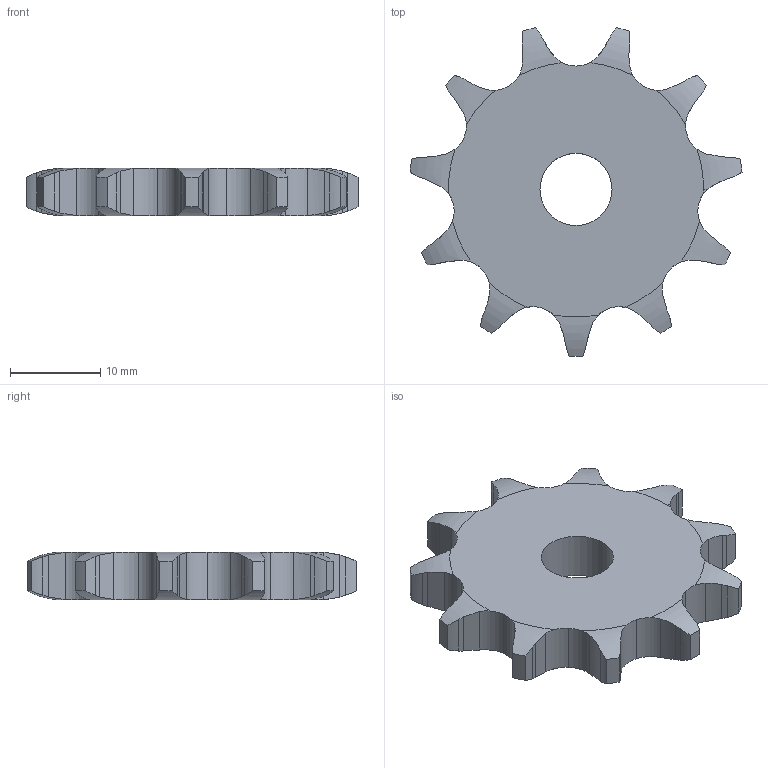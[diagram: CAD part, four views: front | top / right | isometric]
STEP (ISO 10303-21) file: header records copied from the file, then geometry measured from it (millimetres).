
FILE_DESCRIPTION(('FreeCAD Model'),'2;1');
FILE_NAME('Open CASCADE Shape Model','2022-02-06T09:33:25',('FreeCAD'),( 'FreeCAD'),'Open CASCADE STEP processor 7.4','FreeCAD','Unknown');
FILE_SCHEMA(('AUTOMOTIVE_DESIGN { 1 0 10303 214 1 1 1 1 }'));
Length unit declared in the file: millimetre
Products named in the file (1): Open CASCADE STEP translator 7.4 4
Bounding box: 36.8 x 36.44 x 5.3 mm (x, y, z)
Volume: 3670.5 mm3; surface area: 2300.3 mm2
Topology: 1 solids, 1 shells, 126 faces, 372 edges, 248 vertices
Faces by surface type: cylinder 78, plane 24, torus 24
Full cylindrical faces by diameter (mm): 8 x1
Entity records: 11382 total; most frequent: CARTESIAN_POINT 5091, DIRECTION 860, ORIENTED_EDGE 744, PCURVE 744, DEFINITIONAL_REPRESENTATION 744, B_SPLINE_CURVE_WITH_KNOTS 534, LINE 418, VECTOR 418
